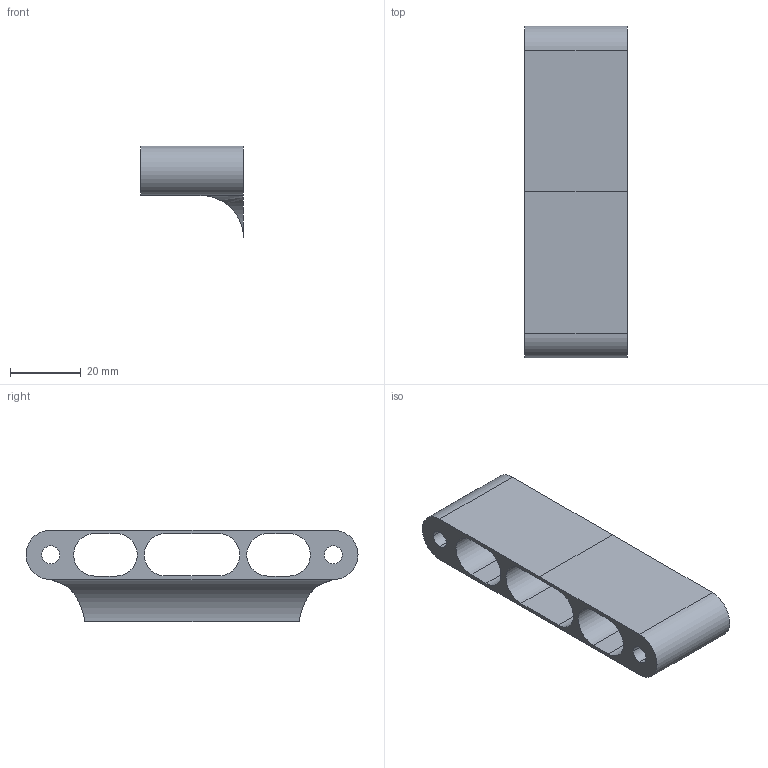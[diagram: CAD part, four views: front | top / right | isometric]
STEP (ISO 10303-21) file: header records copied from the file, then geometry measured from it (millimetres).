
FILE_DESCRIPTION(('FreeCAD Model'),'2;1');
FILE_NAME( 'PanTiltSpacer29_1.step', '2020-11-11T11:47:34',('Author'),(''), 'Open CASCADE STEP processor 7.3','FreeCAD','Unknown');
FILE_SCHEMA(('AUTOMOTIVE_DESIGN { 1 0 10303 214 1 1 1 1 }'));
Length unit declared in the file: millimetre
Products named in the file (1): TiltSpacer_29_1
Bounding box: 29.1 x 94 x 26 mm (x, y, z)
Volume: 18764.3 mm3; surface area: 14120.4 mm2
Topology: 1 solids, 1 shells, 27 faces, 71 edges, 46 vertices
Faces by surface type: cylinder 13, plane 12, extrusion 2
Entity records: 2106 total; most frequent: CARTESIAN_POINT 611, DIRECTION 281, VECTOR 157, LINE 155, ORIENTED_EDGE 142, PCURVE 142, DEFINITIONAL_REPRESENTATION 142, EDGE_CURVE 71
